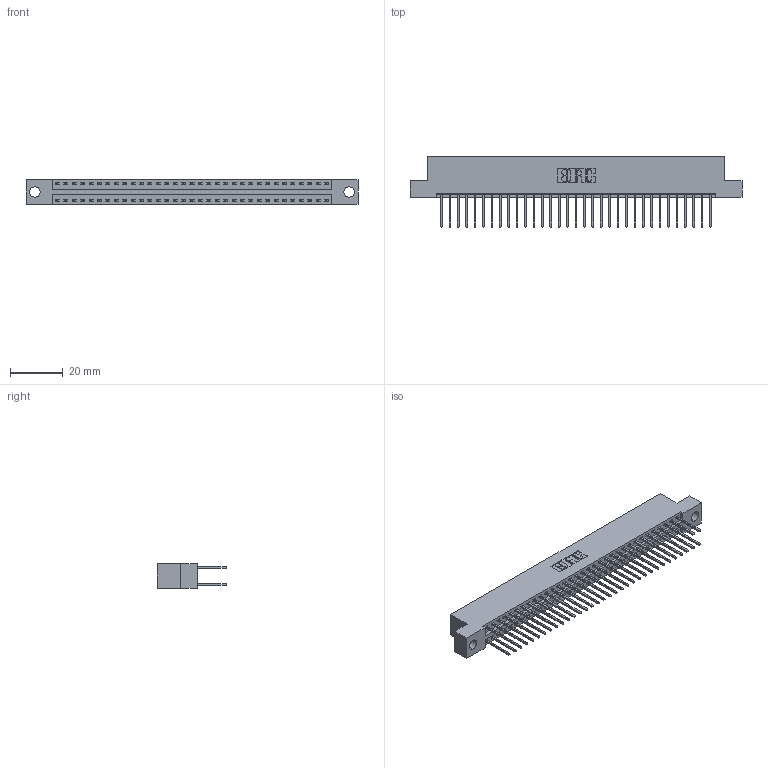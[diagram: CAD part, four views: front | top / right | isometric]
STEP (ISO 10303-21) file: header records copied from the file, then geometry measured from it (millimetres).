
FILE_DESCRIPTION (( 'STEP AP203' ), '1' );
FILE_NAME ('396-066-522-204.STEP', '2018-09-08T18:50:50', ( '' ), ( '' ), 'SwSTEP 2.0', 'SolidWorks 2016', '' );
FILE_SCHEMA (( 'CONFIG_CONTROL_DESIGN' ));
Length unit declared in the file: inch
Products named in the file (3): 345-292-001_345-293-122; 396-066-522-204; 346 Part_Flush Mounting Lugs - 0.156 Dia-TH
Assembly tree (67 placements, depth 2):
  396-066-522-204
    346 Part_Flush Mounting Lugs - 0.156 Dia-TH
    345-292-001_345-293-122  x66
Bounding box: 125.35 x 26.42 x 9.4 mm (x, y, z)
Volume: 763 mm3; surface area: 17240.2 mm2
Topology: 66 solids, 67 shells, 3551 faces, 10558 edges, 6950 vertices
Faces by surface type: plane 2383, cylinder 1168
Entity records: 22769 total; most frequent: CARTESIAN_POINT 3764, ORIENTED_EDGE 3698, DIRECTION 3369, EDGE_CURVE 1849, VECTOR 1585, LINE 1585, VERTEX_POINT 1230, AXIS2_PLACEMENT_3D 892
